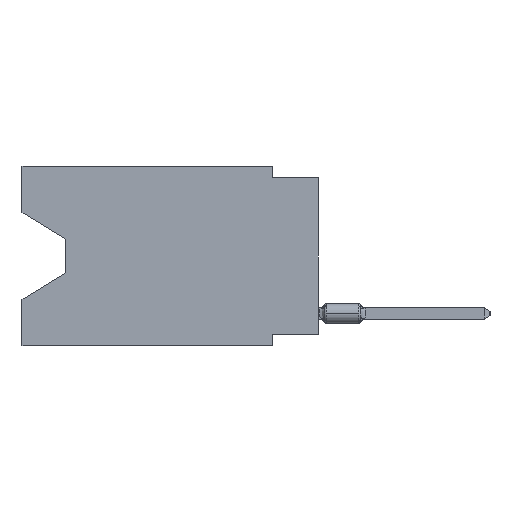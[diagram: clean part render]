
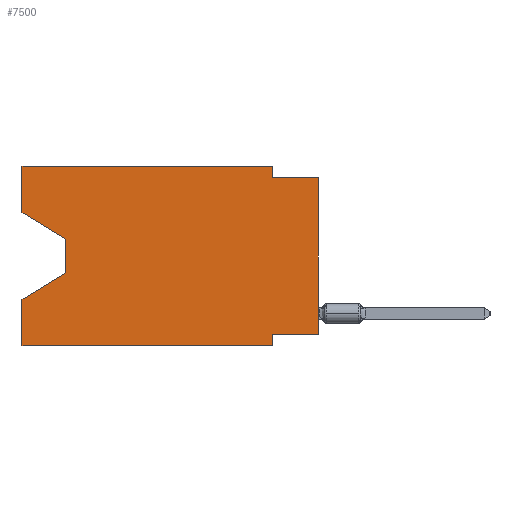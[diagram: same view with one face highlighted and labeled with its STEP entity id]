
A CAD part, left-side view. The second image highlights one B-rep face of the part: STEP entity #7500.
In plain terms, the highlighted planar face has unit normal (-1, 0, 0).
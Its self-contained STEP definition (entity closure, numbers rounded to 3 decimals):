
#41 = ORIENTED_EDGE ( 'NONE', *, *, #7342, .T. ) ;
#1207 = AXIS2_PLACEMENT_3D ( 'NONE', #15491, #37637, #31145 ) ;
#1212 = DIRECTION ( 'NONE',  ( 0., -1., 0. ) ) ;
#1705 = LINE ( 'NONE', #10486, #33038 ) ;
#1873 = LINE ( 'NONE', #14069, #26561 ) ;
#3198 = LINE ( 'NONE', #3397, #28352 ) ;
#3269 = EDGE_CURVE ( 'NONE', #17273, #22736, #22292, .T. ) ;
#3397 = CARTESIAN_POINT ( 'NONE',  ( 0., 0., -9.271 ) ) ;
#3467 = LINE ( 'NONE', #22545, #6435 ) ;
#3478 = ORIENTED_EDGE ( 'NONE', *, *, #36687, .F. ) ;
#4574 = EDGE_CURVE ( 'NONE', #10915, #31294, #3198, .T. ) ;
#5003 = CARTESIAN_POINT ( 'NONE',  ( 0., 13.97, -5.893 ) ) ;
#5069 = EDGE_CURVE ( 'NONE', #37188, #19102, #29274, .T. ) ;
#5194 = VERTEX_POINT ( 'NONE', #32133 ) ;
#6435 = VECTOR ( 'NONE', #13400, 1000. ) ;
#7046 = LINE ( 'NONE', #19840, #26860 ) ;
#7221 = VECTOR ( 'NONE', #31260, 1000. ) ;
#7342 = EDGE_CURVE ( 'NONE', #24994, #31669, #1873, .T. ) ;
#7500 = ADVANCED_FACE ( 'NONE', ( #40078 ), #18734, .F. ) ;
#8091 = DIRECTION ( 'NONE',  ( 0., 0., -1. ) ) ;
#8374 = LINE ( 'NONE', #18321, #19960 ) ;
#8879 = EDGE_CURVE ( 'NONE', #8926, #5194, #1705, .T. ) ;
#8926 = VERTEX_POINT ( 'NONE', #10880 ) ;
#9704 = DIRECTION ( 'NONE',  ( 0., 1., 0. ) ) ;
#10486 = CARTESIAN_POINT ( 'NONE',  ( 0., 16.383, -2.546 ) ) ;
#10880 = CARTESIAN_POINT ( 'NONE',  ( 0., 16.383, -2.546 ) ) ;
#10915 = VERTEX_POINT ( 'NONE', #21218 ) ;
#11113 = DIRECTION ( 'NONE',  ( 0., 0., -1. ) ) ;
#11153 = LINE ( 'NONE', #23527, #19606 ) ;
#12450 = VERTEX_POINT ( 'NONE', #24060 ) ;
#13250 = EDGE_CURVE ( 'NONE', #10915, #19102, #3467, .T. ) ;
#13398 = CARTESIAN_POINT ( 'NONE',  ( 0., 2.54, -9.906 ) ) ;
#13400 = DIRECTION ( 'NONE',  ( 0., 0., 1. ) ) ;
#14069 = CARTESIAN_POINT ( 'NONE',  ( 0., 16.383, -9.906 ) ) ;
#14136 = CARTESIAN_POINT ( 'NONE',  ( 0., 2.54, -9.906 ) ) ;
#14583 = VECTOR ( 'NONE', #21959, 1000. ) ;
#14728 = ORIENTED_EDGE ( 'NONE', *, *, #26765, .F. ) ;
#15491 = CARTESIAN_POINT ( 'NONE',  ( 0., 16.383, 0. ) ) ;
#16535 = ORIENTED_EDGE ( 'NONE', *, *, #8879, .T. ) ;
#17142 = LINE ( 'NONE', #30355, #22356 ) ;
#17273 = VERTEX_POINT ( 'NONE', #5003 ) ;
#17274 = CARTESIAN_POINT ( 'NONE',  ( 0., 0., -0.635 ) ) ;
#17489 = ORIENTED_EDGE ( 'NONE', *, *, #5069, .F. ) ;
#17545 = DIRECTION ( 'NONE',  ( 0., -1., 0. ) ) ;
#18321 = CARTESIAN_POINT ( 'NONE',  ( 0., 16.383, 0. ) ) ;
#18734 = PLANE ( 'NONE',  #1207 ) ;
#19102 = VERTEX_POINT ( 'NONE', #35782 ) ;
#19606 = VECTOR ( 'NONE', #8091, 1000. ) ;
#19840 = CARTESIAN_POINT ( 'NONE',  ( 0., 2.54, 0. ) ) ;
#19960 = VECTOR ( 'NONE', #20765, 1000. ) ;
#20109 = EDGE_LOOP ( 'NONE', ( #16535, #20836, #29406, #29088, #41, #39607, #21993, #25112, #17489, #14728, #3478, #22610 ) ) ;
#20765 = DIRECTION ( 'NONE',  ( 0., 0., 1. ) ) ;
#20836 = ORIENTED_EDGE ( 'NONE', *, *, #25366, .T. ) ;
#21218 = CARTESIAN_POINT ( 'NONE',  ( 0., 0., -9.271 ) ) ;
#21254 = LINE ( 'NONE', #14136, #35760 ) ;
#21861 = CARTESIAN_POINT ( 'NONE',  ( 0., 2.54, -9.271 ) ) ;
#21959 = DIRECTION ( 'NONE',  ( 0., 0., 1. ) ) ;
#21993 = ORIENTED_EDGE ( 'NONE', *, *, #4574, .F. ) ;
#22292 = LINE ( 'NONE', #31848, #7221 ) ;
#22356 = VECTOR ( 'NONE', #17545, 1000. ) ;
#22545 = CARTESIAN_POINT ( 'NONE',  ( 0., 0., 0. ) ) ;
#22610 = ORIENTED_EDGE ( 'NONE', *, *, #27759, .F. ) ;
#22736 = VERTEX_POINT ( 'NONE', #28034 ) ;
#23527 = CARTESIAN_POINT ( 'NONE',  ( 0., 13.97, -4.013 ) ) ;
#24060 = CARTESIAN_POINT ( 'NONE',  ( 0., 16.383, 0. ) ) ;
#24994 = VERTEX_POINT ( 'NONE', #28865 ) ;
#25112 = ORIENTED_EDGE ( 'NONE', *, *, #13250, .T. ) ;
#25366 = EDGE_CURVE ( 'NONE', #5194, #17273, #11153, .T. ) ;
#26561 = VECTOR ( 'NONE', #29935, 1000. ) ;
#26765 = EDGE_CURVE ( 'NONE', #34241, #37188, #7046, .T. ) ;
#26860 = VECTOR ( 'NONE', #29381, 1000. ) ;
#27759 = EDGE_CURVE ( 'NONE', #8926, #12450, #39853, .T. ) ;
#28034 = CARTESIAN_POINT ( 'NONE',  ( 0., 16.383, -7.36 ) ) ;
#28352 = VECTOR ( 'NONE', #9704, 1000. ) ;
#28865 = CARTESIAN_POINT ( 'NONE',  ( 0., 16.383, -9.906 ) ) ;
#29088 = ORIENTED_EDGE ( 'NONE', *, *, #40140, .F. ) ;
#29274 = LINE ( 'NONE', #17274, #29660 ) ;
#29362 = DIRECTION ( 'NONE',  ( 0., -0.855, -0.519 ) ) ;
#29381 = DIRECTION ( 'NONE',  ( 0., 0., -1. ) ) ;
#29406 = ORIENTED_EDGE ( 'NONE', *, *, #3269, .T. ) ;
#29660 = VECTOR ( 'NONE', #1212, 1000. ) ;
#29935 = DIRECTION ( 'NONE',  ( 0., -1., 0. ) ) ;
#30355 = CARTESIAN_POINT ( 'NONE',  ( 0., 16.383, 0. ) ) ;
#31111 = CARTESIAN_POINT ( 'NONE',  ( 0., 2.54, -0.635 ) ) ;
#31115 = CARTESIAN_POINT ( 'NONE',  ( 0., 16.383, 0. ) ) ;
#31145 = DIRECTION ( 'NONE',  ( 0., 0., -1. ) ) ;
#31178 = EDGE_CURVE ( 'NONE', #31294, #31669, #21254, .T. ) ;
#31260 = DIRECTION ( 'NONE',  ( 0., 0.855, -0.519 ) ) ;
#31294 = VERTEX_POINT ( 'NONE', #21861 ) ;
#31669 = VERTEX_POINT ( 'NONE', #13398 ) ;
#31848 = CARTESIAN_POINT ( 'NONE',  ( 0., 13.97, -5.893 ) ) ;
#32133 = CARTESIAN_POINT ( 'NONE',  ( 0., 13.97, -4.013 ) ) ;
#33038 = VECTOR ( 'NONE', #29362, 1000. ) ;
#34241 = VERTEX_POINT ( 'NONE', #36719 ) ;
#35760 = VECTOR ( 'NONE', #11113, 1000. ) ;
#35782 = CARTESIAN_POINT ( 'NONE',  ( 0., 0., -0.635 ) ) ;
#36687 = EDGE_CURVE ( 'NONE', #12450, #34241, #17142, .T. ) ;
#36719 = CARTESIAN_POINT ( 'NONE',  ( 0., 2.54, 0. ) ) ;
#37188 = VERTEX_POINT ( 'NONE', #31111 ) ;
#37637 = DIRECTION ( 'NONE',  ( 1., 0., 0. ) ) ;
#39607 = ORIENTED_EDGE ( 'NONE', *, *, #31178, .F. ) ;
#39853 = LINE ( 'NONE', #31115, #14583 ) ;
#40078 = FACE_OUTER_BOUND ( 'NONE', #20109, .T. ) ;
#40140 = EDGE_CURVE ( 'NONE', #24994, #22736, #8374, .T. ) ;
